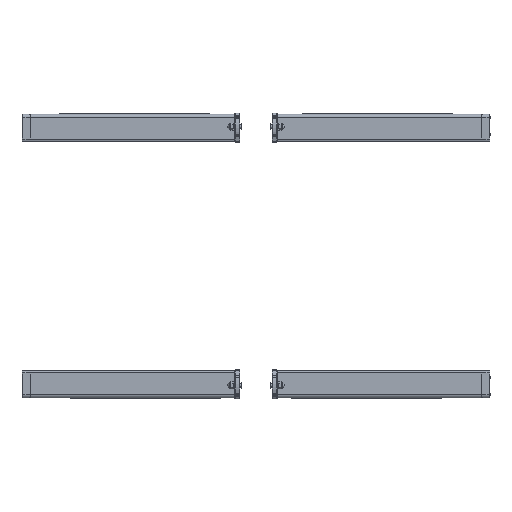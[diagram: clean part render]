
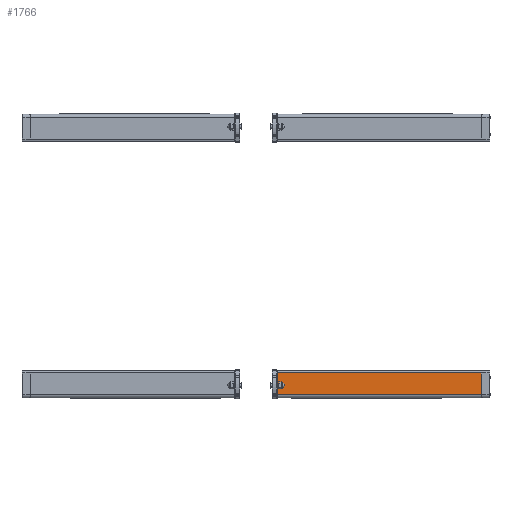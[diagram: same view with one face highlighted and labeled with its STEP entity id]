
A CAD part, front view. The second image highlights one B-rep face of the part: STEP entity #1766.
In plain terms, the highlighted planar face has unit normal (0, -1, 0).
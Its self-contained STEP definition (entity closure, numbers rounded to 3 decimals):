
#1766=ADVANCED_FACE('',(#6740),#6741,.T.);
#6740=FACE_OUTER_BOUND('',#15260,.T.);
#6741=PLANE('',#15261);
#15260=EDGE_LOOP('',(#33129,#33130,#33131,#33132));
#15261=AXIS2_PLACEMENT_3D('',#33133,#33134,#33135);
#33129=ORIENTED_EDGE('',*,*,#60175,.T.);
#33130=ORIENTED_EDGE('',*,*,#60174,.T.);
#33131=ORIENTED_EDGE('',*,*,#60136,.F.);
#33132=ORIENTED_EDGE('',*,*,#60176,.F.);
#33133=CARTESIAN_POINT('',(59.963,4.634,-409.489));
#33134=DIRECTION('',(0.,-1.0,0.));
#33135=DIRECTION('',(-1.0,0.,0.0));
#60136=EDGE_CURVE('',#71662,#71664,#71665,.T.);
#60174=EDGE_CURVE('',#71733,#71664,#71735,.T.);
#60175=EDGE_CURVE('',#71736,#71733,#71737,.T.);
#60176=EDGE_CURVE('',#71736,#71662,#71738,.T.);
#71662=VERTEX_POINT('',#89288);
#71664=VERTEX_POINT('',#89290);
#71665=LINE('',#89291,#89292);
#71733=VERTEX_POINT('',#89378);
#71735=LINE('',#89380,#89381);
#71736=VERTEX_POINT('',#89382);
#71737=LINE('',#89383,#89384);
#71738=LINE('',#89385,#89386);
#89288=CARTESIAN_POINT('',(399.963,4.634,-409.489));
#89290=CARTESIAN_POINT('',(399.963,4.634,-445.677));
#89291=CARTESIAN_POINT('',(399.963,4.634,-409.489));
#89292=VECTOR('',#112578,36.189);
#89378=CARTESIAN_POINT('',(59.963,4.634,-445.677));
#89380=CARTESIAN_POINT('',(59.963,4.634,-445.677));
#89381=VECTOR('',#112654,340.0);
#89382=CARTESIAN_POINT('',(59.963,4.634,-409.489));
#89383=CARTESIAN_POINT('',(59.963,4.634,-409.489));
#89384=VECTOR('',#112655,36.189);
#89385=CARTESIAN_POINT('',(59.963,4.634,-409.489));
#89386=VECTOR('',#112656,340.0);
#112578=DIRECTION('',(0.0,0.0,-1.0));
#112654=DIRECTION('',(1.0,0.,0.0));
#112655=DIRECTION('',(0.0,0.,-1.0));
#112656=DIRECTION('',(1.0,0.,0.0));
